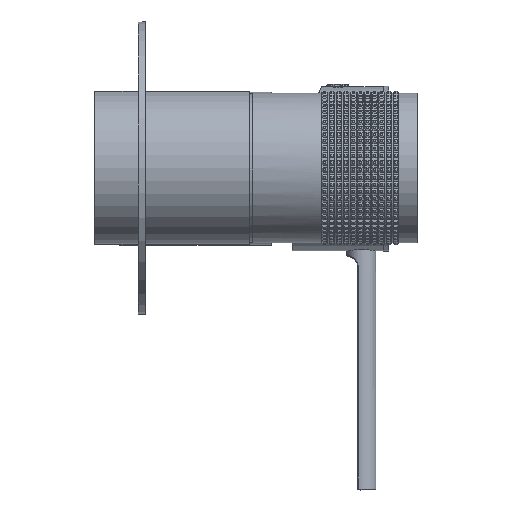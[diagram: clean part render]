
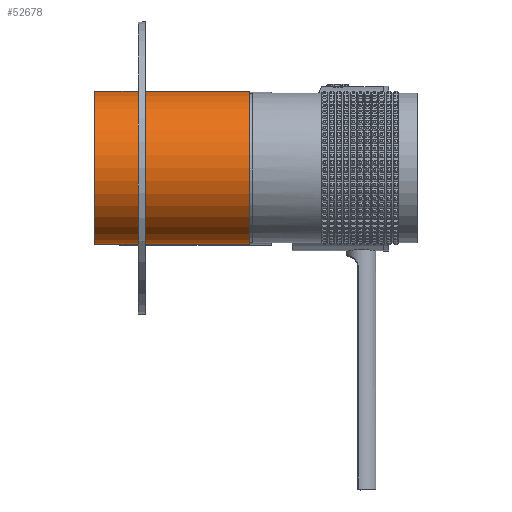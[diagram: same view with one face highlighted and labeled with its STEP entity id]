
A CAD part, top view. The second image highlights one B-rep face of the part: STEP entity #52678.
In plain terms, the highlighted cylindrical face has radius 21 mm (diameter 42 mm), a full revolution.
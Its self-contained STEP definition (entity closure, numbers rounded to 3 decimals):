
#367 = CIRCLE ( 'NONE', #111545, 21. ) ;
#1294 = CIRCLE ( 'NONE', #3151, 21. ) ;
#3151 = AXIS2_PLACEMENT_3D ( 'NONE', #34345, #109745, #70385 ) ;
#6545 = CARTESIAN_POINT ( 'NONE',  ( 56.5, 0., 114.24 ) ) ;
#7908 = ORIENTED_EDGE ( 'NONE', *, *, #47927, .T. ) ;
#29905 = CYLINDRICAL_SURFACE ( 'NONE', #76634, 21. ) ;
#30153 = VERTEX_POINT ( 'NONE', #68505 ) ;
#30488 = CARTESIAN_POINT ( 'NONE',  ( -497.999, 0., 114.24 ) ) ;
#32551 = DIRECTION ( 'NONE',  ( 0., 0., -1. ) ) ;
#34345 = CARTESIAN_POINT ( 'NONE',  ( 14.2, 0., 114.24 ) ) ;
#46785 = EDGE_LOOP ( 'NONE', ( #7908 ) ) ;
#47927 = EDGE_CURVE ( 'NONE', #30153, #30153, #367, .T. ) ;
#50842 = DIRECTION ( 'NONE',  ( -1., 0., 0. ) ) ;
#52678 = ADVANCED_FACE ( 'NONE', ( #102518, #85429 ), #29905, .T. ) ;
#68505 = CARTESIAN_POINT ( 'NONE',  ( 56.5, 0., 93.24 ) ) ;
#70385 = DIRECTION ( 'NONE',  ( 0., 0., -1. ) ) ;
#76634 = AXIS2_PLACEMENT_3D ( 'NONE', #30488, #111397, #92514 ) ;
#78511 = ORIENTED_EDGE ( 'NONE', *, *, #94333, .F. ) ;
#85429 = FACE_OUTER_BOUND ( 'NONE', #46785, .T. ) ;
#92514 = DIRECTION ( 'NONE',  ( 0., 0., -1. ) ) ;
#94333 = EDGE_CURVE ( 'NONE', #99154, #99154, #1294, .T. ) ;
#99154 = VERTEX_POINT ( 'NONE', #100888 ) ;
#100888 = CARTESIAN_POINT ( 'NONE',  ( 14.2, 0., 93.24 ) ) ;
#102518 = FACE_OUTER_BOUND ( 'NONE', #113943, .T. ) ;
#109745 = DIRECTION ( 'NONE',  ( -1., 0., 0. ) ) ;
#111397 = DIRECTION ( 'NONE',  ( -1., 0., 0. ) ) ;
#111545 = AXIS2_PLACEMENT_3D ( 'NONE', #6545, #50842, #32551 ) ;
#113943 = EDGE_LOOP ( 'NONE', ( #78511 ) ) ;
